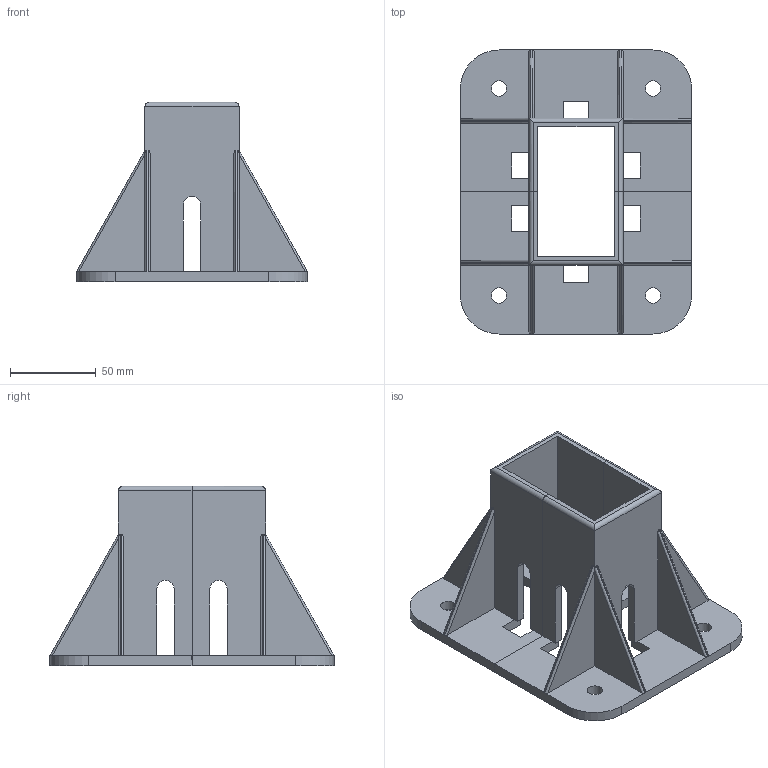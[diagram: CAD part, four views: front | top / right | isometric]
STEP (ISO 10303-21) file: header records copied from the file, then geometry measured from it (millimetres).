
FILE_DESCRIPTION(/* description */ (''),/* implementation_level */ '2;1');
FILE_NAME(/* name */ '33-4590-1 v1.step',/* time_stamp */ '2020-08-27T15:58:17-04:00',/* author */ (''),/* organization */ (''),/* preprocessor_version */ 'ST-DEVELOPER v18.1',/* originating_system */ 'Autodesk Translation Framework v9.3.0.1241',/* authorisation */ '');
FILE_SCHEMA (('AUTOMOTIVE_DESIGN { 1 0 10303 214 3 1 1 }'));
Length unit declared in the file: millimetre
Products named in the file (1): 33-4590-1
Bounding box: 135 x 166 x 105 mm (x, y, z)
Volume: 251825.6 mm3; surface area: 114729.4 mm2
Topology: 2 solids, 2 shells, 138 faces, 394 edges, 248 vertices
Faces by surface type: plane 102, cylinder 36
Full cylindrical faces by diameter (mm): 9 x4
Entity records: 4493 total; most frequent: ORIENTED_EDGE 788, CARTESIAN_POINT 781, DIRECTION 740, EDGE_CURVE 394, LINE 326, VECTOR 326, VERTEX_POINT 248, AXIS2_PLACEMENT_3D 207
